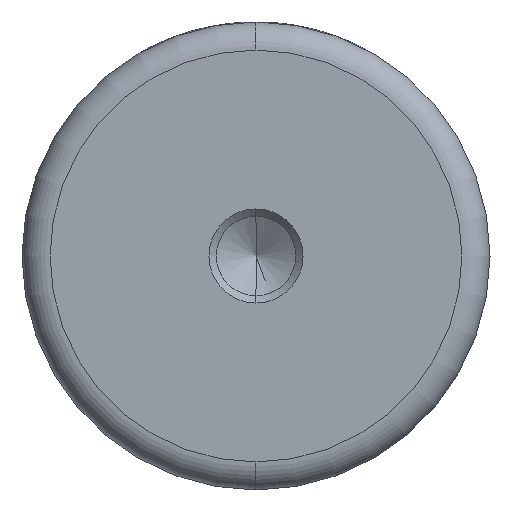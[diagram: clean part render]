
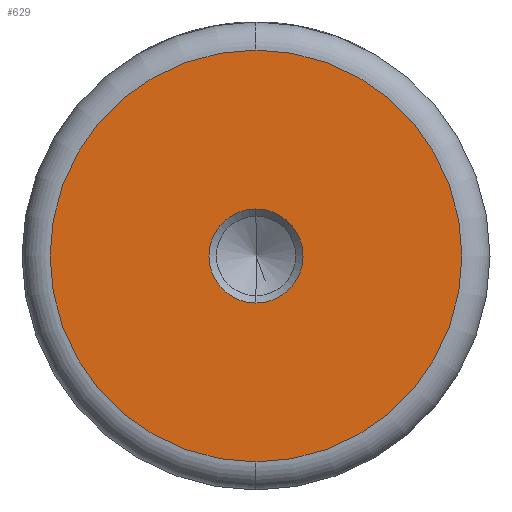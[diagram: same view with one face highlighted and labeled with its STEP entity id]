
A CAD part, left-side view. The second image highlights one B-rep face of the part: STEP entity #629.
In plain terms, the highlighted planar face has unit normal (-1, 0, 0).
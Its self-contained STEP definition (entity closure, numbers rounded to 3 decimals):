
#3 = CARTESIAN_POINT ( 'NONE',  ( 0., 0., 0. ) ) ;
#148 = ORIENTED_EDGE ( 'NONE', *, *, #1254, .F. ) ;
#216 = DIRECTION ( 'NONE',  ( -1., 0., 0. ) ) ;
#228 = FACE_BOUND ( 'NONE', #326, .T. ) ;
#300 = CARTESIAN_POINT ( 'NONE',  ( 0., 0., 0. ) ) ;
#326 = EDGE_LOOP ( 'NONE', ( #1452, #148 ) ) ;
#363 = CIRCLE ( 'NONE', #1042, 22. ) ;
#399 = CIRCLE ( 'NONE', #532, 5.025 ) ;
#420 = DIRECTION ( 'NONE',  ( 0., 0., 1. ) ) ;
#426 = AXIS2_PLACEMENT_3D ( 'NONE', #1274, #591, #1381 ) ;
#477 = CIRCLE ( 'NONE', #426, 5.025 ) ;
#480 = AXIS2_PLACEMENT_3D ( 'NONE', #300, #1117, #420 ) ;
#523 = FACE_OUTER_BOUND ( 'NONE', #853, .T. ) ;
#532 = AXIS2_PLACEMENT_3D ( 'NONE', #1392, #718, #1505 ) ;
#591 = DIRECTION ( 'NONE',  ( -1., 0., 0. ) ) ;
#629 = ADVANCED_FACE ( 'NONE', ( #228, #523 ), #1476, .T. ) ;
#633 = CARTESIAN_POINT ( 'NONE',  ( 0., 0., 0. ) ) ;
#666 = EDGE_CURVE ( 'NONE', #961, #896, #477, .T. ) ;
#718 = DIRECTION ( 'NONE',  ( -1., 0., 0. ) ) ;
#724 = ORIENTED_EDGE ( 'NONE', *, *, #820, .T. ) ;
#750 = DIRECTION ( 'NONE',  ( 0., 0., 1. ) ) ;
#820 = EDGE_CURVE ( 'NONE', #1416, #1439, #363, .T. ) ;
#853 = EDGE_LOOP ( 'NONE', ( #724, #1397 ) ) ;
#896 = VERTEX_POINT ( 'NONE', #1212 ) ;
#961 = VERTEX_POINT ( 'NONE', #1441 ) ;
#971 = EDGE_CURVE ( 'NONE', #1439, #1416, #1501, .T. ) ;
#1042 = AXIS2_PLACEMENT_3D ( 'NONE', #633, #1427, #750 ) ;
#1043 = DIRECTION ( 'NONE',  ( 0., 0., 1. ) ) ;
#1117 = DIRECTION ( 'NONE',  ( -1., 0., 0. ) ) ;
#1204 = CARTESIAN_POINT ( 'NONE',  ( 0., 0., 22. ) ) ;
#1212 = CARTESIAN_POINT ( 'NONE',  ( 0., 0., -5.025 ) ) ;
#1254 = EDGE_CURVE ( 'NONE', #896, #961, #399, .T. ) ;
#1274 = CARTESIAN_POINT ( 'NONE',  ( 0., 0., 0. ) ) ;
#1381 = DIRECTION ( 'NONE',  ( 0., 0., 1. ) ) ;
#1392 = CARTESIAN_POINT ( 'NONE',  ( 0., 0., 0. ) ) ;
#1397 = ORIENTED_EDGE ( 'NONE', *, *, #971, .T. ) ;
#1416 = VERTEX_POINT ( 'NONE', #1204 ) ;
#1427 = DIRECTION ( 'NONE',  ( -1., 0., 0. ) ) ;
#1438 = CARTESIAN_POINT ( 'NONE',  ( 0., 0., -22. ) ) ;
#1439 = VERTEX_POINT ( 'NONE', #1438 ) ;
#1441 = CARTESIAN_POINT ( 'NONE',  ( 0., 0., 5.025 ) ) ;
#1443 = AXIS2_PLACEMENT_3D ( 'NONE', #3, #216, #1043 ) ;
#1452 = ORIENTED_EDGE ( 'NONE', *, *, #666, .F. ) ;
#1476 = PLANE ( 'NONE',  #1443 ) ;
#1501 = CIRCLE ( 'NONE', #480, 22. ) ;
#1505 = DIRECTION ( 'NONE',  ( 0., 0., 1. ) ) ;
